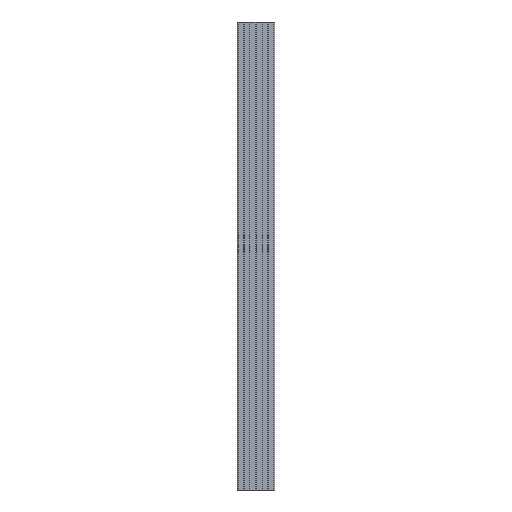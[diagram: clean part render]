
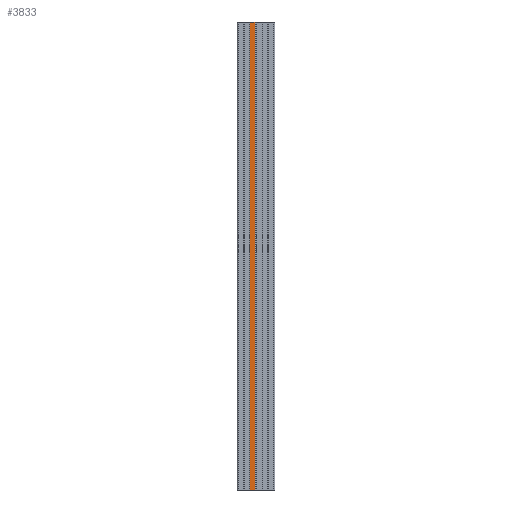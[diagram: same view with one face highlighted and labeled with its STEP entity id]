
A CAD part, left-side view. The second image highlights one B-rep face of the part: STEP entity #3833.
In plain terms, the highlighted planar face has unit normal (-1, 0, 0).
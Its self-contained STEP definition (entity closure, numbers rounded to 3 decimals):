
#251 = CARTESIAN_POINT ( 'NONE',  ( -20., -18., 1000. ) ) ;
#889 = VECTOR ( 'NONE', #1517, 1000. ) ;
#1029 = DIRECTION ( 'NONE',  ( 0., 0., -1. ) ) ;
#1189 = CARTESIAN_POINT ( 'NONE',  ( -20., -6.45, 1000. ) ) ;
#1252 = LINE ( 'NONE', #11654, #2695 ) ;
#1517 = DIRECTION ( 'NONE',  ( 0., -1., 0. ) ) ;
#1550 = DIRECTION ( 'NONE',  ( 0., -1., 0. ) ) ;
#1727 = VECTOR ( 'NONE', #11189, 1000. ) ;
#2667 = FACE_OUTER_BOUND ( 'NONE', #10482, .T. ) ;
#2695 = VECTOR ( 'NONE', #11425, 1000. ) ;
#3699 = PLANE ( 'NONE',  #11931 ) ;
#3833 = ADVANCED_FACE ( 'NONE', ( #2667 ), #3699, .F. ) ;
#4045 = DIRECTION ( 'NONE',  ( 1., 0., 0. ) ) ;
#4083 = ORIENTED_EDGE ( 'NONE', *, *, #9245, .T. ) ;
#4274 = CARTESIAN_POINT ( 'NONE',  ( -20., -6.15, 1000. ) ) ;
#4769 = LINE ( 'NONE', #7491, #1727 ) ;
#4936 = VERTEX_POINT ( 'NONE', #9612 ) ;
#4958 = CARTESIAN_POINT ( 'NONE',  ( -20., -6.15, 1000. ) ) ;
#5195 = VERTEX_POINT ( 'NONE', #7138 ) ;
#5619 = ORIENTED_EDGE ( 'NONE', *, *, #9170, .T. ) ;
#6484 = VERTEX_POINT ( 'NONE', #1189 ) ;
#6915 = CARTESIAN_POINT ( 'NONE',  ( -20., -6.15, 0. ) ) ;
#7138 = CARTESIAN_POINT ( 'NONE',  ( -20., -6.45, 0. ) ) ;
#7491 = CARTESIAN_POINT ( 'NONE',  ( -20., -6.45, 1000. ) ) ;
#7735 = ORIENTED_EDGE ( 'NONE', *, *, #11264, .F. ) ;
#8519 = EDGE_CURVE ( 'NONE', #5195, #4936, #11452, .T. ) ;
#8765 = LINE ( 'NONE', #4274, #9887 ) ;
#9170 = EDGE_CURVE ( 'NONE', #6484, #5195, #4769, .T. ) ;
#9245 = EDGE_CURVE ( 'NONE', #4936, #10531, #1252, .T. ) ;
#9322 = ORIENTED_EDGE ( 'NONE', *, *, #8519, .T. ) ;
#9612 = CARTESIAN_POINT ( 'NONE',  ( -20., -18., 0. ) ) ;
#9887 = VECTOR ( 'NONE', #1550, 1000. ) ;
#10482 = EDGE_LOOP ( 'NONE', ( #9322, #4083, #7735, #5619 ) ) ;
#10531 = VERTEX_POINT ( 'NONE', #251 ) ;
#11189 = DIRECTION ( 'NONE',  ( 0., 0., -1. ) ) ;
#11264 = EDGE_CURVE ( 'NONE', #6484, #10531, #8765, .T. ) ;
#11425 = DIRECTION ( 'NONE',  ( 0., 0., 1. ) ) ;
#11452 = LINE ( 'NONE', #6915, #889 ) ;
#11654 = CARTESIAN_POINT ( 'NONE',  ( -20., -18., 1000. ) ) ;
#11931 = AXIS2_PLACEMENT_3D ( 'NONE', #4958, #4045, #1029 ) ;
